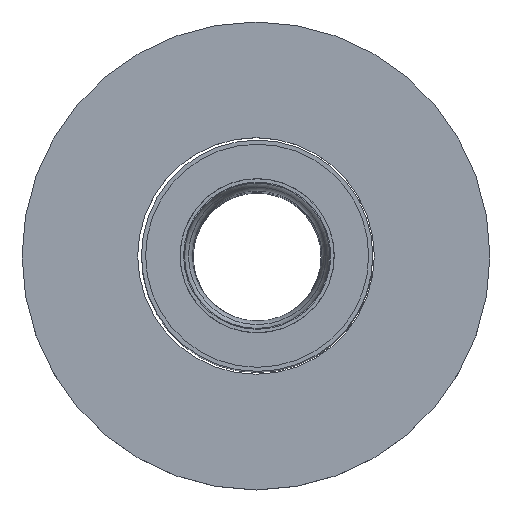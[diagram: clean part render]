
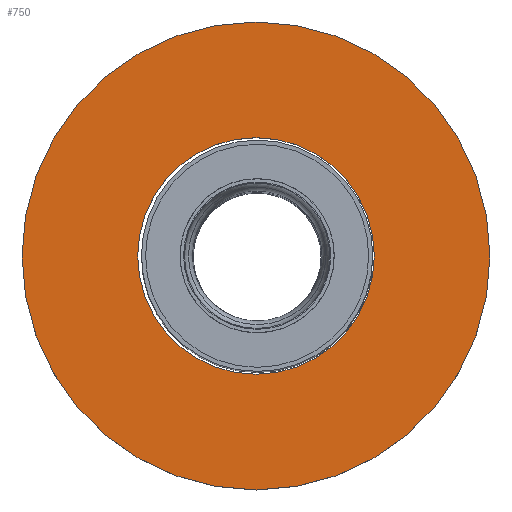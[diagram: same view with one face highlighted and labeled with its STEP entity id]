
A CAD part, top view. The second image highlights one B-rep face of the part: STEP entity #750.
In plain terms, the highlighted planar face has unit normal (0, 0, 1).
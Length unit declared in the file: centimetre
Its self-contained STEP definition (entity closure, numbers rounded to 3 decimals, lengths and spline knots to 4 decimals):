
#45=FACE_BOUND('',#134,.T.);
#61=PLANE('',#815);
#79=FACE_OUTER_BOUND('',#133,.T.);
#133=EDGE_LOOP('',(#520));
#134=EDGE_LOOP('',(#521));
#251=CIRCLE('',#810,45.5);
#254=CIRCLE('',#814,90.);
#334=VERTEX_POINT('',#1231);
#337=VERTEX_POINT('',#1239);
#404=EDGE_CURVE('',#334,#334,#251,.T.);
#409=EDGE_CURVE('',#337,#337,#254,.T.);
#520=ORIENTED_EDGE('',*,*,#409,.T.);
#521=ORIENTED_EDGE('',*,*,#404,.T.);
#750=ADVANCED_FACE('',(#79,#45),#61,.T.);
#810=AXIS2_PLACEMENT_3D('',#1232,#944,#945);
#814=AXIS2_PLACEMENT_3D('',#1241,#954,#955);
#815=AXIS2_PLACEMENT_3D('',#1242,#956,#957);
#944=DIRECTION('center_axis',(0.,0.,-1.));
#945=DIRECTION('ref_axis',(1.,0.,0.));
#954=DIRECTION('center_axis',(0.,0.,1.));
#955=DIRECTION('ref_axis',(1.,0.,0.));
#956=DIRECTION('center_axis',(0.,0.,1.));
#957=DIRECTION('ref_axis',(-1.,0.,0.));
#1231=CARTESIAN_POINT('',(-45.944,0.,240.0123));
#1232=CARTESIAN_POINT('Origin',(-0.444,0.,
240.0123));
#1239=CARTESIAN_POINT('',(-90.444,0.,240.0123));
#1241=CARTESIAN_POINT('Origin',(-0.444,0.,
240.0123));
#1242=CARTESIAN_POINT('Origin',(-0.444,0.,
240.0123));
